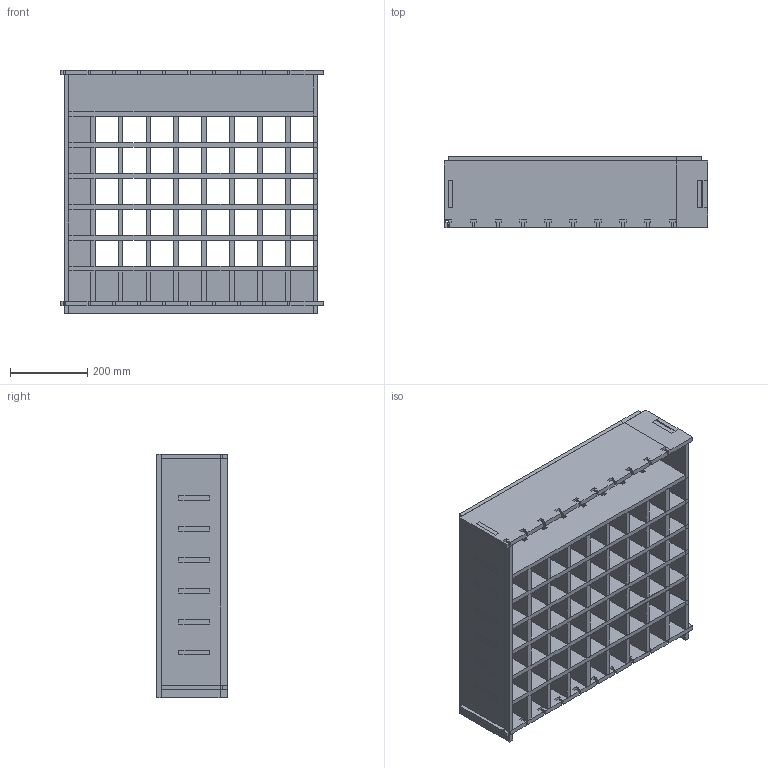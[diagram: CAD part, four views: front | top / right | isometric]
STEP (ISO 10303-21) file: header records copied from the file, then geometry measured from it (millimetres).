
FILE_DESCRIPTION(/* description */ (''),/* implementation_level */ '2;1');
FILE_NAME(/* name */ 'shelf.step',/* time_stamp */ '2018-06-12T14:06:57+06:00',/* author */ (''),/* organization */ (''),/* preprocessor_version */ 'ST-DEVELOPER v17',/* originating_system */ 'Autodesk Translation Framework v7.1.0.215',/* authorisation */ '');
FILE_SCHEMA (('AUTOMOTIVE_DESIGN { 1 0 10303 214 3 1 1 }'));
Length unit declared in the file: millimetre
Products named in the file (10): Untitled; Component50; Component50(Mirror); Component53; Component53(Mirror); Component55; Component60; Component61; Component62; Component63
Assembly tree (21 placements, depth 2):
  Untitled
    Component50
    Component50(Mirror)
    Component53
    Component53(Mirror)
    Component55  x6
    Component60
    Component61  x8
    Component62
    Component63
Bounding box: 680 x 183.17 x 630 mm (x, y, z)
Volume: 24105741.7 mm3; surface area: 4670753.6 mm2
Topology: 21 solids, 21 shells, 844 faces, 2478 edges, 1676 vertices
Faces by surface type: plane 844
Entity records: 14264 total; most frequent: CARTESIAN_POINT 2537, ORIENTED_EDGE 2488, DIRECTION 2150, LINE 1244, VECTOR 1244, EDGE_CURVE 1244, VERTEX_POINT 840, AXIS2_PLACEMENT_3D 453
